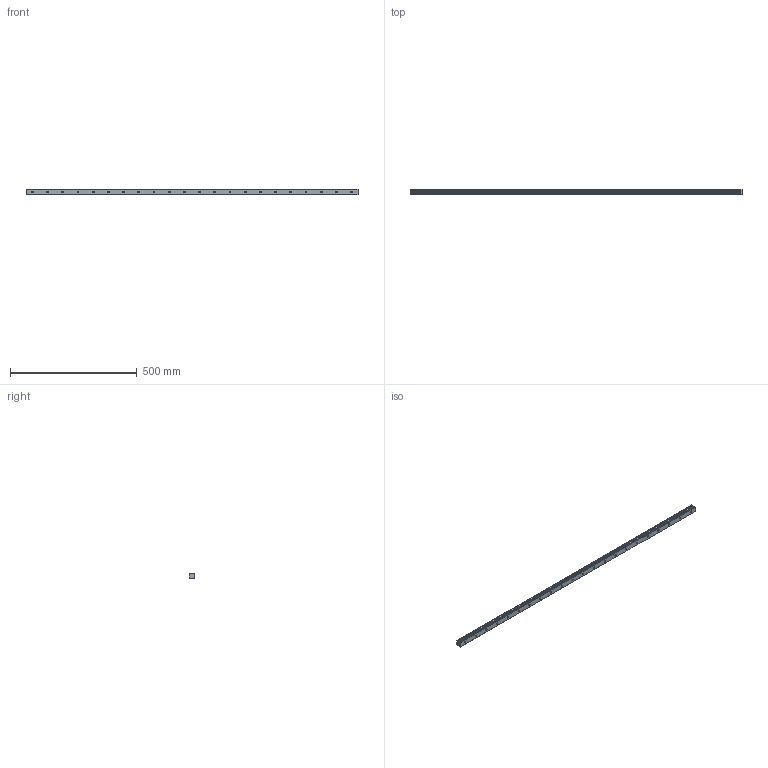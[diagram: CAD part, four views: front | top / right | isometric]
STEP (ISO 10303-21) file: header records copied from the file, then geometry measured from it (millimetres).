
FILE_DESCRIPTION (( 'STEP AP214' ), '1' );
FILE_NAME ('SHS25C1SS-1310L_G25_0_B-M6F_609_0_0_0_1.STEP', '2021-06-18T12:48:57', ( '' ), ( '' ), 'SwSTEP 2.0', 'SolidWorks 2021', '' );
FILE_SCHEMA (( 'AUTOMOTIVE_DESIGN' ));
Length unit declared in the file: millimetre
Products named in the file (2): _SHS25C131025 Track; SHS25C1SS-1310L_G25_0_B-M6F_609_0_0_0_1
Assembly tree (1 placements, depth 2):
  SHS25C1SS-1310L_G25_0_B-M6F_609_0_0_0_1
    _SHS25C131025 Track
Bounding box: 1310 x 20 x 23 mm (x, y, z)
Volume: 507816.6 mm3; surface area: 125363.8 mm2
Topology: 1 solids, 1 shells, 152 faces, 384 edges, 256 vertices
Faces by surface type: cylinder 114, plane 38
Entity records: 4850 total; most frequent: DIRECTION 924, CARTESIAN_POINT 796, ORIENTED_EDGE 768, EDGE_CURVE 384, AXIS2_PLACEMENT_3D 384, VERTEX_POINT 256, CIRCLE 228, EDGE_LOOP 218
